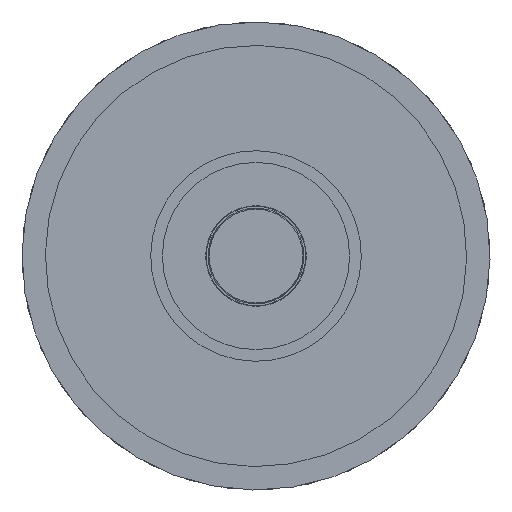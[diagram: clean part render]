
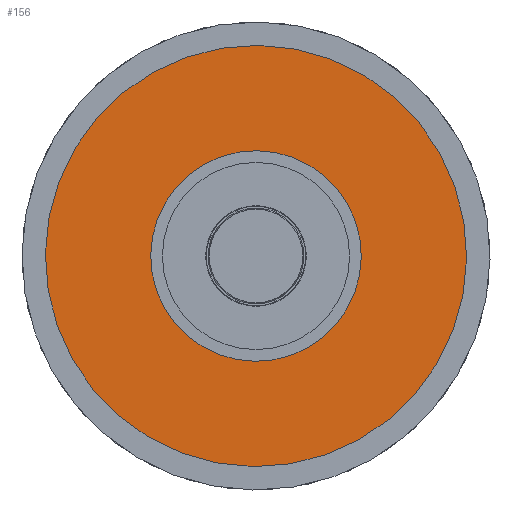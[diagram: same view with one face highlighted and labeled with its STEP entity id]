
A CAD part, front view. The second image highlights one B-rep face of the part: STEP entity #156.
In plain terms, the highlighted face is planar.
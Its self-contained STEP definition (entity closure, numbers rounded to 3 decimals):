
#24 = VERTEX_POINT ( 'NONE', #348 ) ;
#26 = VERTEX_POINT ( 'NONE', #341 ) ;
#29 = EDGE_CURVE ( 'NONE', #26, #24, #339, .T. ) ;
#150 = ORIENTED_EDGE ( 'NONE', *, *, #153, .F. ) ;
#153 = EDGE_CURVE ( 'NONE', #2637, #2636, #606, .T. ) ;
#154 = EDGE_LOOP ( 'NONE', ( #155, #150 ) ) ;
#155 = ORIENTED_EDGE ( 'NONE', *, *, #2638, .F. ) ;
#156 = ADVANCED_FACE ( 'NONE', ( #602, #601 ), #600, .F. ) ;
#161 = EDGE_CURVE ( 'NONE', #24, #26, #654, .T. ) ;
#172 = ORIENTED_EDGE ( 'NONE', *, *, #29, .T. ) ;
#173 = EDGE_LOOP ( 'NONE', ( #174, #172 ) ) ;
#174 = ORIENTED_EDGE ( 'NONE', *, *, #161, .T. ) ;
#335 = DIRECTION ( 'NONE',  ( -1., 0., 0. ) ) ;
#336 = DIRECTION ( 'NONE',  ( 0., 0., -1. ) ) ;
#337 = CARTESIAN_POINT ( 'NONE',  ( 0., 0., 0. ) ) ;
#338 = AXIS2_PLACEMENT_3D ( 'NONE', #337, #336, #335 ) ;
#339 = CIRCLE ( 'NONE', #338, 9. ) ;
#341 = CARTESIAN_POINT ( 'NONE',  ( 9., 0., 0. ) ) ;
#348 = CARTESIAN_POINT ( 'NONE',  ( -9., 0., 0. ) ) ;
#596 = DIRECTION ( 'NONE',  ( -1., 0., 0. ) ) ;
#597 = DIRECTION ( 'NONE',  ( 0., 0., -1. ) ) ;
#598 = CARTESIAN_POINT ( 'NONE',  ( 9., 0., 0. ) ) ;
#599 = AXIS2_PLACEMENT_3D ( 'NONE', #598, #597, #596 ) ;
#600 = PLANE ( 'NONE',  #599 ) ;
#601 = FACE_BOUND ( 'NONE', #173, .T. ) ;
#602 = FACE_OUTER_BOUND ( 'NONE', #154, .T. ) ;
#603 = DIRECTION ( 'NONE',  ( -1., 0., 0. ) ) ;
#604 = DIRECTION ( 'NONE',  ( 0., 0., -1. ) ) ;
#605 = AXIS2_PLACEMENT_3D ( 'NONE', #612, #604, #603 ) ;
#606 = CIRCLE ( 'NONE', #605, 18. ) ;
#612 = CARTESIAN_POINT ( 'NONE',  ( 0., 0., 0. ) ) ;
#650 = DIRECTION ( 'NONE',  ( -1., 0., 0. ) ) ;
#651 = DIRECTION ( 'NONE',  ( 0., 0., -1. ) ) ;
#652 = CARTESIAN_POINT ( 'NONE',  ( 0., 0., 0. ) ) ;
#653 = AXIS2_PLACEMENT_3D ( 'NONE', #652, #651, #650 ) ;
#654 = CIRCLE ( 'NONE', #653, 9. ) ;
#1441 = DIRECTION ( 'NONE',  ( -1., 0., 0. ) ) ;
#1442 = DIRECTION ( 'NONE',  ( 0., 0., -1. ) ) ;
#1443 = CARTESIAN_POINT ( 'NONE',  ( 0., 0., 0. ) ) ;
#1444 = AXIS2_PLACEMENT_3D ( 'NONE', #1443, #1442, #1441 ) ;
#1445 = CIRCLE ( 'NONE', #1444, 18. ) ;
#1446 = CARTESIAN_POINT ( 'NONE',  ( 18., 0., 0. ) ) ;
#1447 = CARTESIAN_POINT ( 'NONE',  ( -18., 0., 0. ) ) ;
#2636 = VERTEX_POINT ( 'NONE', #1447 ) ;
#2637 = VERTEX_POINT ( 'NONE', #1446 ) ;
#2638 = EDGE_CURVE ( 'NONE', #2636, #2637, #1445, .T. ) ;
